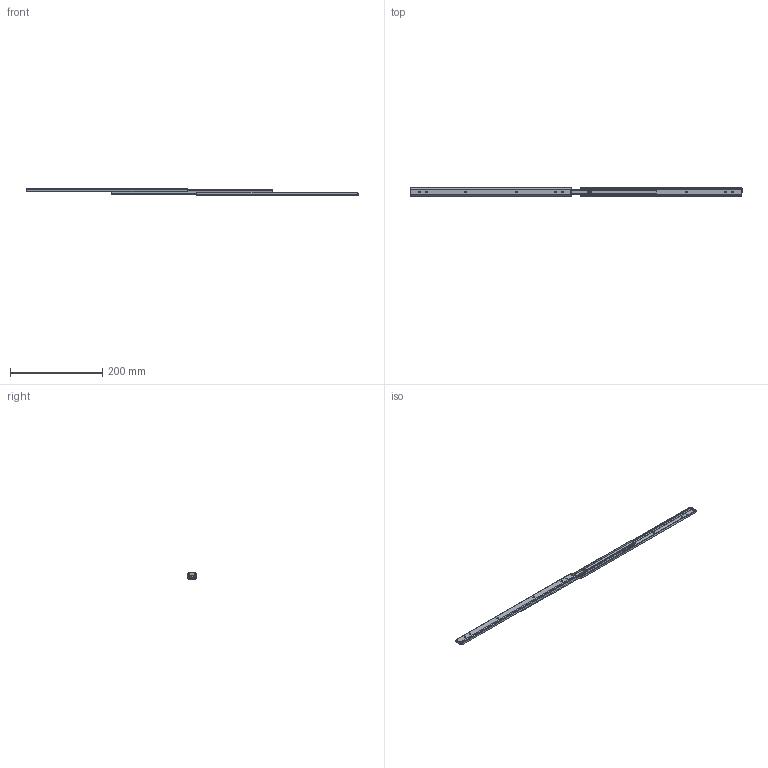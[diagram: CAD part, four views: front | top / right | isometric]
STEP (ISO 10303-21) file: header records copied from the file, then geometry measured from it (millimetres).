
FILE_DESCRIPTION (( 'STEP AP203' ), '1' );
FILE_NAME ('2031-350 AS.STEP', '2020-04-23T05:26:42', ( '' ), ( '' ), 'SwSTEP 2.0', 'SolidWorks 2019', '' );
FILE_SCHEMA (( 'CONFIG_CONTROL_DESIGN' ));
Length unit declared in the file: millimetre
Products named in the file (4): 2031-350 AS; OM-2031-350; IM-2031-350; CM-Assem4
Assembly tree (5 placements, depth 3):
  2031-350 AS
    OM-2031-350  x2
    CM-Assem4
      IM-2031-350  x2
Bounding box: 718.6 x 20 x 16 mm (x, y, z)
Volume: 43345 mm3; surface area: 70034.8 mm2
Topology: 4 solids, 4 shells, 204 faces, 588 edges, 388 vertices
Faces by surface type: plane 106, cylinder 98
Entity records: 4066 total; most frequent: CARTESIAN_POINT 859, ORIENTED_EDGE 588, DIRECTION 570, EDGE_CURVE 294, VERTEX_POINT 194, AXIS2_PLACEMENT_3D 193, LINE 184, VECTOR 184
